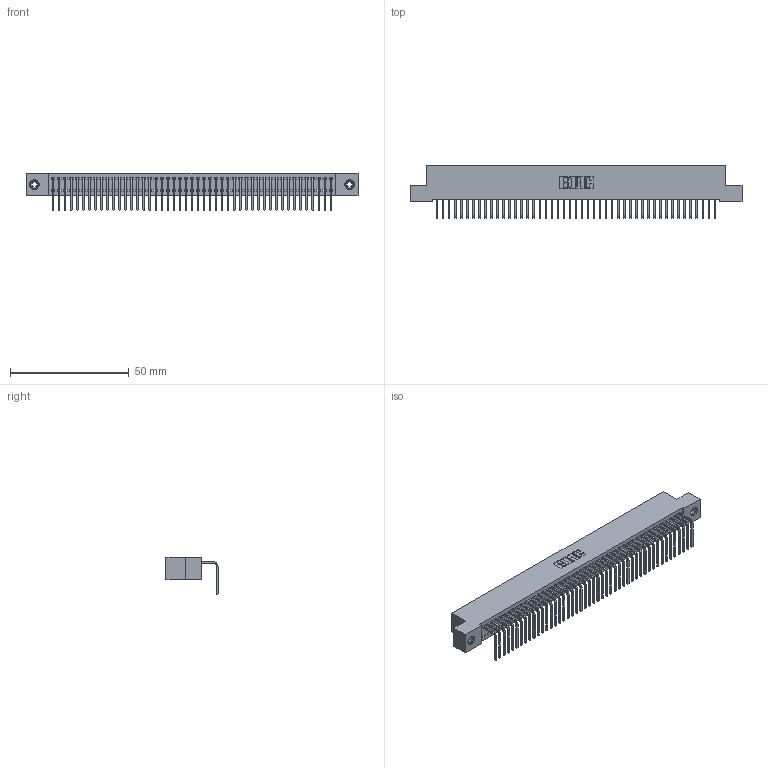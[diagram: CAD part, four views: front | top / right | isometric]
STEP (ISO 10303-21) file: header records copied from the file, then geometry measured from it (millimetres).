
FILE_DESCRIPTION (( 'STEP AP203' ), '1' );
FILE_NAME ('342-047-558-108.STEP', '2018-08-12T17:18:36', ( '' ), ( '' ), 'SwSTEP 2.0', 'SolidWorks 2016', '' );
FILE_SCHEMA (( 'CONFIG_CONTROL_DESIGN' ));
Length unit declared in the file: inch
Products named in the file (4): 342 Part_TI; 345-292-001_558 Tail - 2; 345-250-001_345-250-003-102; 342-047-558-108
Assembly tree (50 placements, depth 2):
  342-047-558-108
    342 Part_TI
    345-292-001_558 Tail - 2  x47
    345-250-001_345-250-003-102  x2
Bounding box: 139.7 x 21.91 x 15.62 mm (x, y, z)
Volume: 12418.2 mm3; surface area: 19236.1 mm2
Topology: 50 solids, 50 shells, 2990 faces, 8989 edges, 5922 vertices
Faces by surface type: plane 2166, cylinder 808, cone 12, torus 4
Entity records: 29224 total; most frequent: CARTESIAN_POINT 5022, ORIENTED_EDGE 4998, DIRECTION 4259, EDGE_CURVE 2499, VECTOR 2351, LINE 2351, VERTEX_POINT 1660, AXIS2_PLACEMENT_3D 954
